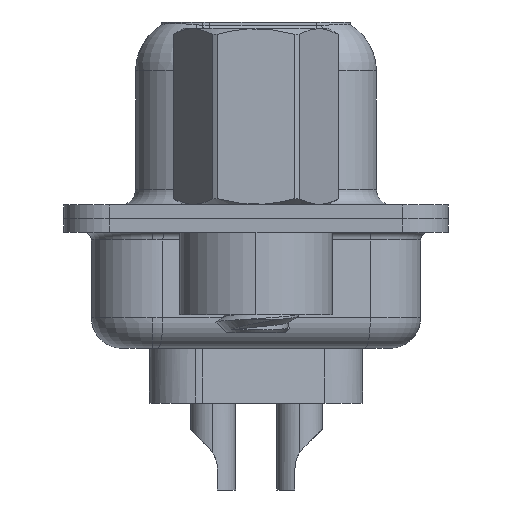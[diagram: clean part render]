
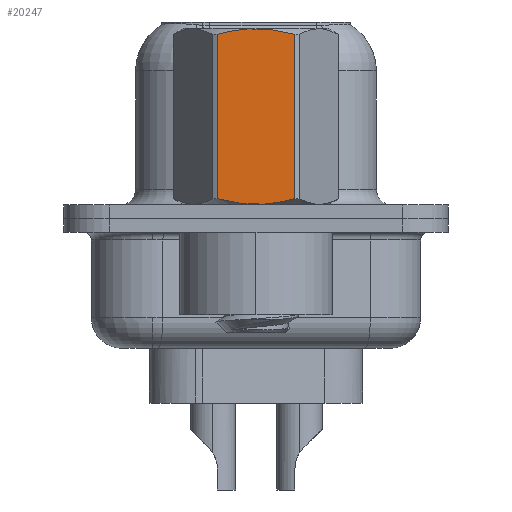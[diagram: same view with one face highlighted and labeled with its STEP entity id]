
A CAD part, left-side view. The second image highlights one B-rep face of the part: STEP entity #20247.
In plain terms, the highlighted planar face has unit normal (-1, 0, 0).
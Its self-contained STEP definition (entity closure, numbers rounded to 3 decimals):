
#127 = CARTESIAN_POINT ( 'NONE',  ( -2.381, -0.215, 0.468 ) ) ;
#190 = CARTESIAN_POINT ( 'NONE',  ( -2.381, 1.375, -3.75 ) ) ;
#204 = CARTESIAN_POINT ( 'NONE',  ( -2.381, 1.273, 6.048 ) ) ;
#621 = CARTESIAN_POINT ( 'NONE',  ( -2.381, -1.273, 6.048 ) ) ;
#818 = CARTESIAN_POINT ( 'NONE',  ( -2.381, 0.215, 6.232 ) ) ;
#1372 = B_SPLINE_CURVE_WITH_KNOTS ( 'NONE', 3,
 ( #11976, #10085, #10171, #23063, #12057, #818, #13955, #2686, #15856, #4586 ),
 .UNSPECIFIED., .F., .F.,
 ( 4, 2, 2, 2, 4 ),
 ( 0.001, 0.002, 0.002, 0.003, 0.004 ),
 .UNSPECIFIED. ) ;
#1403 = B_SPLINE_CURVE_WITH_KNOTS ( 'NONE', 3,
 ( #9461, #7588, #18754, #22399, #11341, #127, #13247, #1981, #15155, #3866 ),
 .UNSPECIFIED., .F., .F.,
 ( 4, 2, 2, 2, 4 ),
 ( 0.003, 0.003, 0.004, 0.004, 0.005 ),
 .UNSPECIFIED. ) ;
#1959 = CARTESIAN_POINT ( 'NONE',  ( -2.381, -1.273, 0.652 ) ) ;
#1981 = CARTESIAN_POINT ( 'NONE',  ( -2.381, -0.858, 0.55 ) ) ;
#2038 = DIRECTION ( 'NONE',  ( 0., -1., 0. ) ) ;
#2686 = CARTESIAN_POINT ( 'NONE',  ( -2.381, 0.853, 6.151 ) ) ;
#2947 = AXIS2_PLACEMENT_3D ( 'NONE', #190, #13312, #2038 ) ;
#3866 = CARTESIAN_POINT ( 'NONE',  ( -2.381, -1.273, 0.652 ) ) ;
#4586 = CARTESIAN_POINT ( 'NONE',  ( -2.381, 1.273, 6.048 ) ) ;
#5467 = EDGE_CURVE ( 'NONE', #6317, #20218, #1403, .T. ) ;
#6317 = VERTEX_POINT ( 'NONE', #23055 ) ;
#7446 = VECTOR ( 'NONE', #10824, 1000. ) ;
#7588 = CARTESIAN_POINT ( 'NONE',  ( -2.381, 1.065, 0.596 ) ) ;
#8072 = VERTEX_POINT ( 'NONE', #204 ) ;
#8315 = EDGE_CURVE ( 'NONE', #8072, #6317, #9453, .T. ) ;
#8381 = CARTESIAN_POINT ( 'NONE',  ( -2.381, 1.273, 3.792 ) ) ;
#9453 = LINE ( 'NONE', #8381, #19349 ) ;
#9461 = CARTESIAN_POINT ( 'NONE',  ( -2.381, 1.273, 0.652 ) ) ;
#10085 = CARTESIAN_POINT ( 'NONE',  ( -2.381, -1.066, 6.104 ) ) ;
#10171 = CARTESIAN_POINT ( 'NONE',  ( -2.381, -0.858, 6.15 ) ) ;
#10402 = VERTEX_POINT ( 'NONE', #621 ) ;
#10824 = DIRECTION ( 'NONE',  ( 0., 0., 1. ) ) ;
#11341 = CARTESIAN_POINT ( 'NONE',  ( -2.381, 0.215, 0.468 ) ) ;
#11976 = CARTESIAN_POINT ( 'NONE',  ( -2.381, -1.273, 6.048 ) ) ;
#12006 = ORIENTED_EDGE ( 'NONE', *, *, #16482, .T. ) ;
#12057 = CARTESIAN_POINT ( 'NONE',  ( -2.381, -0.215, 6.232 ) ) ;
#12426 = LINE ( 'NONE', #18251, #7446 ) ;
#13247 = CARTESIAN_POINT ( 'NONE',  ( -2.381, -0.432, 0.485 ) ) ;
#13312 = DIRECTION ( 'NONE',  ( -1., 0., 0. ) ) ;
#13700 = ORIENTED_EDGE ( 'NONE', *, *, #5467, .T. ) ;
#13955 = CARTESIAN_POINT ( 'NONE',  ( -2.381, 0.428, 6.215 ) ) ;
#15155 = CARTESIAN_POINT ( 'NONE',  ( -2.381, -1.066, 0.596 ) ) ;
#15710 = ORIENTED_EDGE ( 'NONE', *, *, #18607, .T. ) ;
#15856 = CARTESIAN_POINT ( 'NONE',  ( -2.381, 1.065, 6.104 ) ) ;
#16482 = EDGE_CURVE ( 'NONE', #10402, #8072, #1372, .T. ) ;
#18251 = CARTESIAN_POINT ( 'NONE',  ( -2.381, -1.273, 3.792 ) ) ;
#18607 = EDGE_CURVE ( 'NONE', #20218, #10402, #12426, .T. ) ;
#18754 = CARTESIAN_POINT ( 'NONE',  ( -2.381, 0.853, 0.549 ) ) ;
#18807 = PLANE ( 'NONE',  #2947 ) ;
#19028 = ORIENTED_EDGE ( 'NONE', *, *, #8315, .T. ) ;
#19349 = VECTOR ( 'NONE', #21325, 1000. ) ;
#20218 = VERTEX_POINT ( 'NONE', #1959 ) ;
#20247 = ADVANCED_FACE ( 'NONE', ( #23557 ), #18807, .T. ) ;
#20331 = EDGE_LOOP ( 'NONE', ( #13700, #15710, #12006, #19028 ) ) ;
#21325 = DIRECTION ( 'NONE',  ( 0., 0., -1. ) ) ;
#22399 = CARTESIAN_POINT ( 'NONE',  ( -2.381, 0.428, 0.485 ) ) ;
#23055 = CARTESIAN_POINT ( 'NONE',  ( -2.381, 1.273, 0.652 ) ) ;
#23063 = CARTESIAN_POINT ( 'NONE',  ( -2.381, -0.432, 6.215 ) ) ;
#23557 = FACE_OUTER_BOUND ( 'NONE', #20331, .T. ) ;
